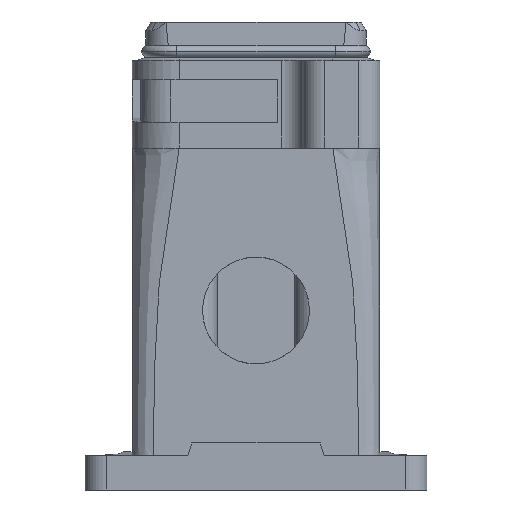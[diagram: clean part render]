
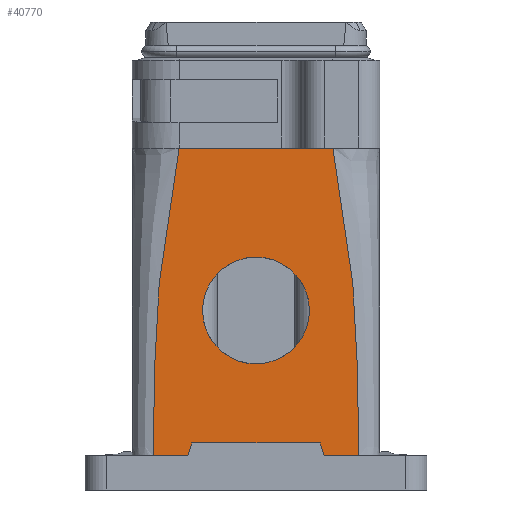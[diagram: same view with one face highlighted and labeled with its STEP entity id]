
A CAD part, front view. The second image highlights one B-rep face of the part: STEP entity #40770.
In plain terms, the highlighted planar face has unit normal (0, -1, 0).
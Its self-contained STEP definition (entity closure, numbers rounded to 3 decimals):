
#107=AXIS2_PLACEMENT_3D('Circle Axis2P3D',#105,#106,$) ;
#174=AXIS2_PLACEMENT_3D('Circle Axis2P3D',#172,#173,$) ;
#40753=AXIS2_PLACEMENT_3D('Plane Axis2P3D',#40750,#40751,#40752) ;
#42=CARTESIAN_POINT('Vertex',(29.03,29.5,47.993)) ;
#102=CARTESIAN_POINT('Vertex',(50.97,29.5,36.007)) ;
#105=CARTESIAN_POINT('Axis2P3D Location',(40.,29.5,42.)) ;
#172=CARTESIAN_POINT('Axis2P3D Location',(40.,29.5,42.)) ;
#4587=CARTESIAN_POINT('Vertex',(16.,29.5,8.)) ;
#4643=CARTESIAN_POINT('Vertex',(24.063,29.5,8.)) ;
#4646=CARTESIAN_POINT('Line Origine',(20.031,29.5,8.)) ;
#4687=CARTESIAN_POINT('Line Origine',(24.531,29.5,9.5)) ;
#4691=CARTESIAN_POINT('Vertex',(25.,29.5,11.)) ;
#4718=CARTESIAN_POINT('Line Origine',(40.,29.5,11.)) ;
#4722=CARTESIAN_POINT('Vertex',(55.,29.5,11.)) ;
#4766=CARTESIAN_POINT('Vertex',(64.,29.5,8.)) ;
#4769=CARTESIAN_POINT('Line Origine',(59.969,29.5,8.)) ;
#4773=CARTESIAN_POINT('Vertex',(55.938,29.5,8.)) ;
#5288=CARTESIAN_POINT('Control Point',(58.,29.5,80.)) ;
#5289=CARTESIAN_POINT('Control Point',(58.,29.5,79.692)) ;
#5290=CARTESIAN_POINT('Control Point',(58.,29.5,79.387)) ;
#5291=CARTESIAN_POINT('Control Point',(58.001,29.5,79.098)) ;
#5292=CARTESIAN_POINT('Control Point',(58.007,29.5,78.474)) ;
#5293=CARTESIAN_POINT('Control Point',(58.022,29.5,77.849)) ;
#5294=CARTESIAN_POINT('Control Point',(58.033,29.5,77.532)) ;
#5295=CARTESIAN_POINT('Control Point',(58.1,29.5,76.111)) ;
#5296=CARTESIAN_POINT('Control Point',(58.248,29.5,74.694)) ;
#5297=CARTESIAN_POINT('Control Point',(58.422,29.5,73.597)) ;
#5298=CARTESIAN_POINT('Control Point',(58.83,29.5,71.575)) ;
#5299=CARTESIAN_POINT('Control Point',(59.33,29.5,69.567)) ;
#5300=CARTESIAN_POINT('Control Point',(59.569,29.5,68.644)) ;
#5301=CARTESIAN_POINT('Control Point',(60.024,29.5,66.856)) ;
#5302=CARTESIAN_POINT('Control Point',(60.433,29.5,65.061)) ;
#5303=CARTESIAN_POINT('Control Point',(60.614,29.5,64.191)) ;
#5304=CARTESIAN_POINT('Control Point',(60.874,29.5,62.781)) ;
#5305=CARTESIAN_POINT('Control Point',(61.105,29.5,61.369)) ;
#5306=CARTESIAN_POINT('Control Point',(61.184,29.5,60.875)) ;
#5307=CARTESIAN_POINT('Control Point',(61.348,29.5,59.807)) ;
#5308=CARTESIAN_POINT('Control Point',(61.501,29.5,58.737)) ;
#5309=CARTESIAN_POINT('Control Point',(61.574,29.5,58.206)) ;
#5310=CARTESIAN_POINT('Control Point',(62.531,29.5,51.049)) ;
#5311=CARTESIAN_POINT('Control Point',(63.073,29.5,43.855)) ;
#5312=CARTESIAN_POINT('Control Point',(63.472,29.5,37.157)) ;
#5313=CARTESIAN_POINT('Control Point',(63.848,29.5,27.47)) ;
#5314=CARTESIAN_POINT('Control Point',(63.978,29.5,17.78)) ;
#5315=CARTESIAN_POINT('Control Point',(63.997,29.5,14.755)) ;
#5316=CARTESIAN_POINT('Control Point',(64.,29.5,11.607)) ;
#5317=CARTESIAN_POINT('Control Point',(64.,29.5,8.458)) ;
#5318=CARTESIAN_POINT('Control Point',(64.,29.5,8.322)) ;
#5319=CARTESIAN_POINT('Control Point',(64.,29.5,8.17)) ;
#5320=CARTESIAN_POINT('Control Point',(64.,29.5,8.)) ;
#5321=CARTESIAN_POINT('Vertex',(58.,29.5,80.)) ;
#8816=CARTESIAN_POINT('Vertex',(22.,29.499,80.)) ;
#31607=CARTESIAN_POINT('Vertex',(46.,29.499,80.)) ;
#39011=CARTESIAN_POINT('Line Origine',(34.,29.499,80.)) ;
#39027=CARTESIAN_POINT('Line Origine',(52.,29.5,80.)) ;
#39044=CARTESIAN_POINT('Line Origine',(55.469,29.5,9.5)) ;
#39490=CARTESIAN_POINT('Control Point',(22.,29.5,80.)) ;
#39491=CARTESIAN_POINT('Control Point',(22.,29.5,79.692)) ;
#39492=CARTESIAN_POINT('Control Point',(22.,29.5,79.387)) ;
#39493=CARTESIAN_POINT('Control Point',(21.999,29.5,79.098)) ;
#39494=CARTESIAN_POINT('Control Point',(21.993,29.5,78.474)) ;
#39495=CARTESIAN_POINT('Control Point',(21.978,29.5,77.849)) ;
#39496=CARTESIAN_POINT('Control Point',(21.967,29.5,77.532)) ;
#39497=CARTESIAN_POINT('Control Point',(21.9,29.5,76.111)) ;
#39498=CARTESIAN_POINT('Control Point',(21.752,29.5,74.694)) ;
#39499=CARTESIAN_POINT('Control Point',(21.578,29.5,73.597)) ;
#39500=CARTESIAN_POINT('Control Point',(21.17,29.5,71.575)) ;
#39501=CARTESIAN_POINT('Control Point',(20.67,29.5,69.567)) ;
#39502=CARTESIAN_POINT('Control Point',(20.431,29.5,68.644)) ;
#39503=CARTESIAN_POINT('Control Point',(19.976,29.5,66.856)) ;
#39504=CARTESIAN_POINT('Control Point',(19.567,29.5,65.061)) ;
#39505=CARTESIAN_POINT('Control Point',(19.386,29.5,64.191)) ;
#39506=CARTESIAN_POINT('Control Point',(19.126,29.5,62.781)) ;
#39507=CARTESIAN_POINT('Control Point',(18.895,29.5,61.369)) ;
#39508=CARTESIAN_POINT('Control Point',(18.816,29.5,60.875)) ;
#39509=CARTESIAN_POINT('Control Point',(18.652,29.5,59.807)) ;
#39510=CARTESIAN_POINT('Control Point',(18.499,29.5,58.737)) ;
#39511=CARTESIAN_POINT('Control Point',(18.426,29.5,58.206)) ;
#39512=CARTESIAN_POINT('Control Point',(17.469,29.5,51.049)) ;
#39513=CARTESIAN_POINT('Control Point',(16.927,29.5,43.855)) ;
#39514=CARTESIAN_POINT('Control Point',(16.528,29.5,37.157)) ;
#39515=CARTESIAN_POINT('Control Point',(16.152,29.5,27.47)) ;
#39516=CARTESIAN_POINT('Control Point',(16.022,29.5,17.78)) ;
#39517=CARTESIAN_POINT('Control Point',(16.003,29.5,14.755)) ;
#39518=CARTESIAN_POINT('Control Point',(16.,29.5,11.607)) ;
#39519=CARTESIAN_POINT('Control Point',(16.,29.5,8.458)) ;
#39520=CARTESIAN_POINT('Control Point',(16.,29.5,8.322)) ;
#39521=CARTESIAN_POINT('Control Point',(16.,29.5,8.17)) ;
#39522=CARTESIAN_POINT('Control Point',(16.,29.5,8.)) ;
#40750=CARTESIAN_POINT('Axis2P3D Location',(69.,29.5,8.)) ;
#106=DIRECTION('Axis2P3D Direction',(-0.,1.,0.)) ;
#173=DIRECTION('Axis2P3D Direction',(-0.,1.,0.)) ;
#4647=DIRECTION('Vector Direction',(-1.,0.,0.)) ;
#4688=DIRECTION('Vector Direction',(0.298,0.,0.954)) ;
#4719=DIRECTION('Vector Direction',(1.,0.,0.)) ;
#4770=DIRECTION('Vector Direction',(-1.,0.,0.)) ;
#39012=DIRECTION('Vector Direction',(1.,0.,0.)) ;
#39028=DIRECTION('Vector Direction',(-1.,0.,0.)) ;
#39045=DIRECTION('Vector Direction',(-0.298,0.,0.954)) ;
#40751=DIRECTION('Axis2P3D Direction',(0.,1.,0.)) ;
#40752=DIRECTION('Axis2P3D XDirection',(-1.,0.,0.)) ;
#4648=VECTOR('Line Direction',#4647,1.) ;
#4689=VECTOR('Line Direction',#4688,1.) ;
#4720=VECTOR('Line Direction',#4719,1.) ;
#4771=VECTOR('Line Direction',#4770,1.) ;
#39013=VECTOR('Line Direction',#39012,1.) ;
#39029=VECTOR('Line Direction',#39028,1.) ;
#39046=VECTOR('Line Direction',#39045,1.) ;
#40756=ORIENTED_EDGE('',*,*,#39523,.F.) ;
#40757=ORIENTED_EDGE('',*,*,#4650,.T.) ;
#40758=ORIENTED_EDGE('',*,*,#4693,.T.) ;
#40759=ORIENTED_EDGE('',*,*,#4724,.T.) ;
#40760=ORIENTED_EDGE('',*,*,#39048,.F.) ;
#40761=ORIENTED_EDGE('',*,*,#4775,.T.) ;
#40762=ORIENTED_EDGE('',*,*,#5323,.T.) ;
#40763=ORIENTED_EDGE('',*,*,#39031,.F.) ;
#40764=ORIENTED_EDGE('',*,*,#39015,.F.) ;
#40767=ORIENTED_EDGE('',*,*,#109,.T.) ;
#40768=ORIENTED_EDGE('',*,*,#176,.T.) ;
#40769=FACE_BOUND('',#40766,.T.) ;
#40770=ADVANCED_FACE('Housing',(#40765,#40769),#40754,.F.) ;
#5287=B_SPLINE_CURVE_WITH_KNOTS('',5,(#5288,#5289,#5290,#5291,#5292,#5293,#5294,#5295,#5296,#5297,#5298,#5299,#5300,#5301,#5302,#5303,#5304,#5305,#5306,#5307,#5308,#5309,#5310,#5311,#5312,#5313,#5314,#5315,#5316,#5317,#5318,#5319,#5320),.UNSPECIFIED.,.F.,.U.,(6,3,3,3,3,3,3,3,3,3,6),(24.942,27.609,30.353,39.921,48.093,55.732,60.435,65.06,122.789,148.983,150.058),.UNSPECIFIED.) ;
#39489=B_SPLINE_CURVE_WITH_KNOTS('',5,(#39490,#39491,#39492,#39493,#39494,#39495,#39496,#39497,#39498,#39499,#39500,#39501,#39502,#39503,#39504,#39505,#39506,#39507,#39508,#39509,#39510,#39511,#39512,#39513,#39514,#39515,#39516,#39517,#39518,#39519,#39520,#39521,#39522),.UNSPECIFIED.,.F.,.U.,(6,3,3,3,3,3,3,3,3,3,6),(24.942,27.609,30.353,39.921,48.093,55.732,60.435,65.06,122.789,148.983,150.058),.UNSPECIFIED.) ;
#108=CIRCLE('generated circle',#107,12.5) ;
#175=CIRCLE('generated circle',#174,12.5) ;
#109=EDGE_CURVE('',#43,#103,#108,.T.) ;
#176=EDGE_CURVE('',#103,#43,#175,.T.) ;
#4650=EDGE_CURVE('',#4588,#4644,#4649,.F.) ;
#4693=EDGE_CURVE('',#4644,#4692,#4690,.T.) ;
#4724=EDGE_CURVE('',#4692,#4723,#4721,.T.) ;
#4775=EDGE_CURVE('',#4774,#4767,#4772,.F.) ;
#5323=EDGE_CURVE('',#4767,#5322,#5287,.F.) ;
#39015=EDGE_CURVE('',#8817,#31608,#39014,.T.) ;
#39031=EDGE_CURVE('',#31608,#5322,#39030,.F.) ;
#39048=EDGE_CURVE('',#4774,#4723,#39047,.T.) ;
#39523=EDGE_CURVE('',#4588,#8817,#39489,.F.) ;
#40755=EDGE_LOOP('',(#40756,#40757,#40758,#40759,#40760,#40761,#40762,#40763,#40764)) ;
#40766=EDGE_LOOP('',(#40767,#40768)) ;
#40765=FACE_OUTER_BOUND('',#40755,.T.) ;
#4649=LINE('Line',#4646,#4648) ;
#4690=LINE('Line',#4687,#4689) ;
#4721=LINE('Line',#4718,#4720) ;
#4772=LINE('Line',#4769,#4771) ;
#39014=LINE('Line',#39011,#39013) ;
#39030=LINE('Line',#39027,#39029) ;
#39047=LINE('Line',#39044,#39046) ;
#40754=PLANE('',#40753) ;
#43=VERTEX_POINT('',#42) ;
#103=VERTEX_POINT('',#102) ;
#4588=VERTEX_POINT('',#4587) ;
#4644=VERTEX_POINT('',#4643) ;
#4692=VERTEX_POINT('',#4691) ;
#4723=VERTEX_POINT('',#4722) ;
#4767=VERTEX_POINT('',#4766) ;
#4774=VERTEX_POINT('',#4773) ;
#5322=VERTEX_POINT('',#5321) ;
#8817=VERTEX_POINT('',#8816) ;
#31608=VERTEX_POINT('',#31607) ;
